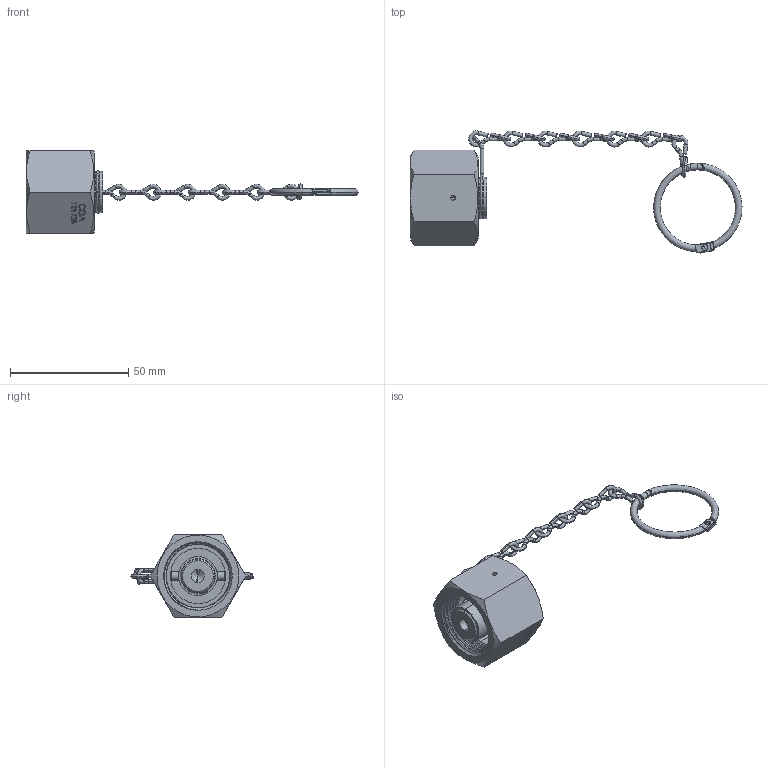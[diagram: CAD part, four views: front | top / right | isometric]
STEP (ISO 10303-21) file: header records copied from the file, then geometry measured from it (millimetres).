
FILE_DESCRIPTION (( 'STEP AP203' ), '1' );
FILE_NAME ('CAP-GT71SS-K.STEP', '2025-08-25T12:11:56', ( '' ), ( '' ), 'SwSTEP 2.0', 'SolidWorks 2018', '' );
FILE_SCHEMA (( 'CONFIG_CONTROL_DESIGN' ));
Length unit declared in the file: inch
Products named in the file (15): ASY-000691; ASY-000211_One Link Bent; PRT-004049; PRT-002399; CAP-GT71SS-K; PRT-002245_RING-1.187D HALF; ASY-001984; PRT-002742; PRT-001390; PRT-002255_SMALL PIN; PRT-001180; PRT-000403; PRT-003606; PRT-002239_STAINLESS; ASY-000709
Assembly tree (21 placements, depth 3):
  CAP-GT71SS-K
    PRT-001390
    ASY-000691
      PRT-003606
      PRT-000403
    ASY-000211_One Link Bent
      PRT-002239_STAINLESS  x7
    ASY-000709
      PRT-002245_RING-1.187D HALF  x2
      PRT-002255_SMALL PIN
    PRT-001180
    ASY-001984
      PRT-002399
      PRT-002742
    PRT-004049
Bounding box: 140.19 x 51.54 x 34.92 mm (x, y, z)
Volume: 24553.9 mm3; surface area: 15439.6 mm2
Topology: 17 solids, 17 shells, 954 faces, 2476 edges, 1599 vertices
Faces by surface type: plane 483, bspline 176, cylinder 171, torus 90, cone 18, sphere 16
Entity records: 36586 total; most frequent: CARTESIAN_POINT 16212, ORIENTED_EDGE 4174, DIRECTION 3274, EDGE_CURVE 2087, VERTEX_POINT 1378, LINE 1298, VECTOR 1298, AXIS2_PLACEMENT_3D 988
